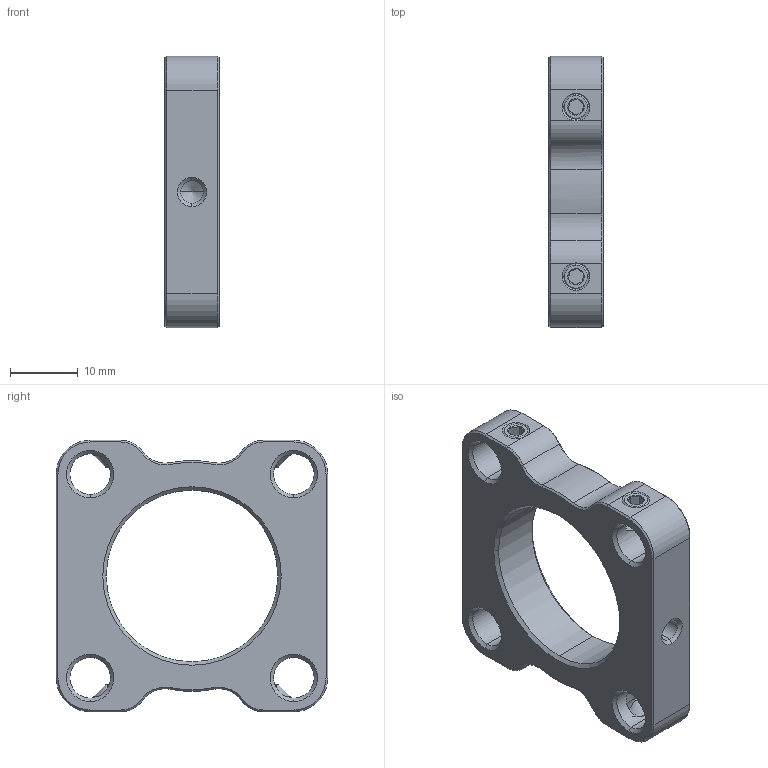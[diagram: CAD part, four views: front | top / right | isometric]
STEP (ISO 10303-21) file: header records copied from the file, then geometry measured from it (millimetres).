
FILE_DESCRIPTION (( 'STEP AP203' ), '1' );
FILE_NAME ('530106.STEP', '2023-06-19T02:37:55', ( 'Windows User' ), ( 'P R C' ), 'SwSTEP 2.0', 'SolidWorks 2020', '' );
FILE_SCHEMA (( 'CONFIG_CONTROL_DESIGN' ));
Length unit declared in the file: millimetre
Products named in the file (1): 530106
Bounding box: 8 x 40 x 40 mm (x, y, z)
Volume: 6837.7 mm3; surface area: 4492.3 mm2
Topology: 5 solids, 5 shells, 216 faces, 487 edges, 280 vertices
Faces by surface type: cone 115, plane 56, cylinder 45
Entity records: 6319 total; most frequent: CARTESIAN_POINT 1375, DIRECTION 1080, ORIENTED_EDGE 970, EDGE_CURVE 485, AXIS2_PLACEMENT_3D 427, VERTEX_POINT 280, EDGE_LOOP 235, LINE 226
